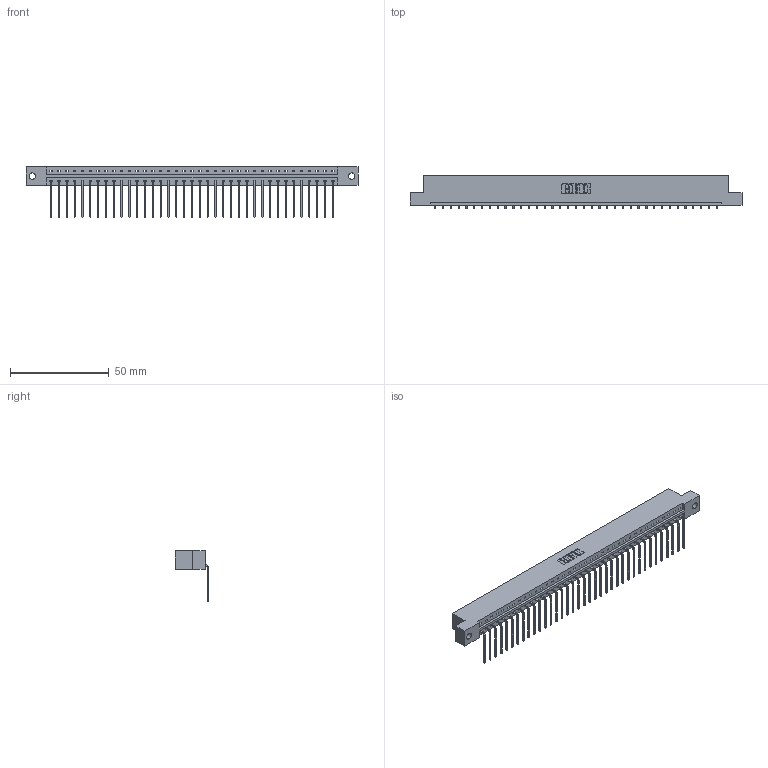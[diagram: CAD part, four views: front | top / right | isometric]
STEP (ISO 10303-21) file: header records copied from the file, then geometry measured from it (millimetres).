
FILE_DESCRIPTION (( 'STEP AP203' ), '1' );
FILE_NAME ('333-037-559-102.STEP', '2018-08-03T03:03:38', ( '' ), ( '' ), 'SwSTEP 2.0', 'SolidWorks 2016', '' );
FILE_SCHEMA (( 'CONFIG_CONTROL_DESIGN' ));
Length unit declared in the file: inch
Products named in the file (3): 333 Part_Flush - .128 Dia; 345-292-001_558 559 Tail - 1; 333-037-559-102
Assembly tree (38 placements, depth 2):
  333-037-559-102
    333 Part_Flush - .128 Dia
    345-292-001_558 559 Tail - 1  x37
Bounding box: 168.15 x 17.09 x 25.53 mm (x, y, z)
Volume: 16964 mm3; surface area: 18805.8 mm2
Topology: 38 solids, 38 shells, 2334 faces, 7045 edges, 4646 vertices
Faces by surface type: plane 1698, cylinder 636
Entity records: 23353 total; most frequent: CARTESIAN_POINT 4037, ORIENTED_EDGE 4010, DIRECTION 3415, EDGE_CURVE 2005, VECTOR 1877, LINE 1877, VERTEX_POINT 1334, AXIS2_PLACEMENT_3D 769
